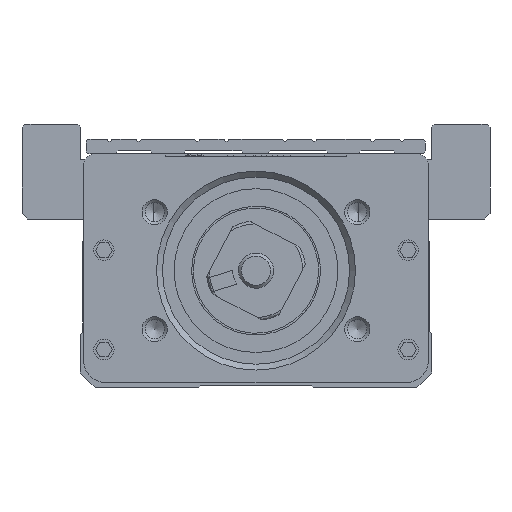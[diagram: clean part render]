
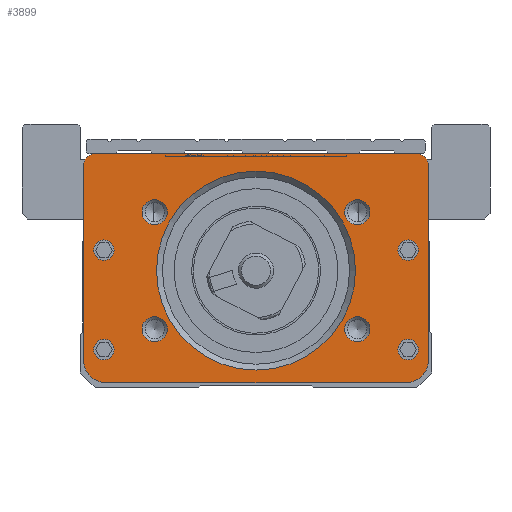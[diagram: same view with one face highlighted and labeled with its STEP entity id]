
A CAD part, front view. The second image highlights one B-rep face of the part: STEP entity #3899.
In plain terms, the highlighted face is planar.
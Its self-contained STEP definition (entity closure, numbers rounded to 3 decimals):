
#1559=FACE_BOUND('',#8051,.T.);
#1560=FACE_BOUND('',#8052,.T.);
#1561=FACE_BOUND('',#8053,.T.);
#1562=FACE_BOUND('',#8054,.T.);
#1563=FACE_BOUND('',#8055,.T.);
#1564=FACE_BOUND('',#8056,.T.);
#1565=FACE_BOUND('',#8057,.T.);
#1566=FACE_BOUND('',#8058,.T.);
#1567=FACE_BOUND('',#8059,.T.);
#1568=FACE_BOUND('',#8060,.T.);
#2596=CIRCLE('',#30055,4.);
#2598=CIRCLE('',#30059,4.);
#2609=CIRCLE('',#30083,2.);
#2610=CIRCLE('',#30085,2.);
#2612=CIRCLE('',#30089,2.15);
#2613=CIRCLE('',#30090,2.15);
#2614=CIRCLE('',#30091,2.15);
#2615=CIRCLE('',#30092,2.15);
#2616=CIRCLE('',#30093,17.);
#2617=CIRCLE('',#30094,1.75);
#2618=CIRCLE('',#30095,1.75);
#2619=CIRCLE('',#30096,1.75);
#2620=CIRCLE('',#30097,1.75);
#3899=ADVANCED_FACE('',(#1559,#1560,#1561,#1562,#1563,#1564,#1565,#1566,
#1567,#1568),#5161,.F.);
#5161=PLANE('',#30098);
#8051=EDGE_LOOP('',(#13604));
#8052=EDGE_LOOP('',(#13605));
#8053=EDGE_LOOP('',(#13606));
#8054=EDGE_LOOP('',(#13607));
#8055=EDGE_LOOP('',(#13608));
#8056=EDGE_LOOP('',(#13609));
#8057=EDGE_LOOP('',(#13610));
#8058=EDGE_LOOP('',(#13611));
#8059=EDGE_LOOP('',(#13612));
#8060=EDGE_LOOP('',(#13613,#13614,#13615,#13616,#13617,#13618,#13619,#13620));
#13604=ORIENTED_EDGE('',*,*,#21715,.T.);
#13605=ORIENTED_EDGE('',*,*,#21716,.T.);
#13606=ORIENTED_EDGE('',*,*,#21717,.T.);
#13607=ORIENTED_EDGE('',*,*,#21718,.T.);
#13608=ORIENTED_EDGE('',*,*,#21719,.T.);
#13609=ORIENTED_EDGE('',*,*,#21720,.T.);
#13610=ORIENTED_EDGE('',*,*,#21721,.T.);
#13611=ORIENTED_EDGE('',*,*,#21722,.T.);
#13612=ORIENTED_EDGE('',*,*,#21723,.T.);
#13613=ORIENTED_EDGE('',*,*,#21698,.F.);
#13614=ORIENTED_EDGE('',*,*,#21652,.F.);
#13615=ORIENTED_EDGE('',*,*,#21673,.F.);
#13616=ORIENTED_EDGE('',*,*,#21713,.F.);
#13617=ORIENTED_EDGE('',*,*,#21608,.F.);
#13618=ORIENTED_EDGE('',*,*,#21712,.F.);
#13619=ORIENTED_EDGE('',*,*,#21671,.F.);
#13620=ORIENTED_EDGE('',*,*,#21660,.F.);
#18278=VERTEX_POINT('',#44379);
#18279=VERTEX_POINT('',#44381);
#18319=VERTEX_POINT('',#44467);
#18320=VERTEX_POINT('',#44469);
#18327=VERTEX_POINT('',#44485);
#18328=VERTEX_POINT('',#44487);
#18333=VERTEX_POINT('',#44500);
#18337=VERTEX_POINT('',#44511);
#18362=VERTEX_POINT('',#44592);
#18363=VERTEX_POINT('',#44594);
#18364=VERTEX_POINT('',#44596);
#18365=VERTEX_POINT('',#44598);
#18366=VERTEX_POINT('',#44600);
#18367=VERTEX_POINT('',#44602);
#18368=VERTEX_POINT('',#44604);
#18369=VERTEX_POINT('',#44606);
#18370=VERTEX_POINT('',#44608);
#21608=EDGE_CURVE('',#18278,#18279,#24688,.T.);
#21652=EDGE_CURVE('',#18319,#18320,#2596,.T.);
#21660=EDGE_CURVE('',#18327,#18328,#2598,.T.);
#21671=EDGE_CURVE('',#18328,#18333,#24734,.T.);
#21673=EDGE_CURVE('',#18337,#18319,#24736,.T.);
#21698=EDGE_CURVE('',#18320,#18327,#24756,.T.);
#21712=EDGE_CURVE('',#18333,#18278,#2609,.T.);
#21713=EDGE_CURVE('',#18279,#18337,#2610,.T.);
#21715=EDGE_CURVE('',#18362,#18362,#2612,.T.);
#21716=EDGE_CURVE('',#18363,#18363,#2613,.T.);
#21717=EDGE_CURVE('',#18364,#18364,#2614,.T.);
#21718=EDGE_CURVE('',#18365,#18365,#2615,.T.);
#21719=EDGE_CURVE('',#18366,#18366,#2616,.T.);
#21720=EDGE_CURVE('',#18367,#18367,#2617,.T.);
#21721=EDGE_CURVE('',#18368,#18368,#2618,.T.);
#21722=EDGE_CURVE('',#18369,#18369,#2619,.T.);
#21723=EDGE_CURVE('',#18370,#18370,#2620,.T.);
#24688=LINE('',#44380,#27332);
#24734=LINE('',#44508,#27378);
#24736=LINE('',#44512,#27380);
#24756=LINE('',#44562,#27400);
#27332=VECTOR('',#35914,1.);
#27378=VECTOR('',#36008,1.);
#27380=VECTOR('',#36012,1.);
#27400=VECTOR('',#36058,1.);
#30055=AXIS2_PLACEMENT_3D('',#44468,#35978,#35979);
#30059=AXIS2_PLACEMENT_3D('',#44486,#35992,#35993);
#30083=AXIS2_PLACEMENT_3D('',#44585,#36081,#36082);
#30085=AXIS2_PLACEMENT_3D('',#44587,#36085,#36086);
#30089=AXIS2_PLACEMENT_3D('',#44591,#36093,#36094);
#30090=AXIS2_PLACEMENT_3D('',#44593,#36095,#36096);
#30091=AXIS2_PLACEMENT_3D('',#44595,#36097,#36098);
#30092=AXIS2_PLACEMENT_3D('',#44597,#36099,#36100);
#30093=AXIS2_PLACEMENT_3D('',#44599,#36101,#36102);
#30094=AXIS2_PLACEMENT_3D('',#44601,#36103,#36104);
#30095=AXIS2_PLACEMENT_3D('',#44603,#36105,#36106);
#30096=AXIS2_PLACEMENT_3D('',#44605,#36107,#36108);
#30097=AXIS2_PLACEMENT_3D('',#44607,#36109,#36110);
#30098=AXIS2_PLACEMENT_3D('',#44609,#36111,#36112);
#35914=DIRECTION('',(1.,0.,0.));
#35978=DIRECTION('',(0.,1.,0.));
#35979=DIRECTION('',(1.,0.,0.));
#35992=DIRECTION('',(0.,1.,0.));
#35993=DIRECTION('',(1.,0.,0.));
#36008=DIRECTION('',(0.,0.,1.));
#36012=DIRECTION('',(0.,0.,-1.));
#36058=DIRECTION('',(-1.,0.,0.));
#36081=DIRECTION('',(0.,1.,0.));
#36082=DIRECTION('',(0.,0.,1.));
#36085=DIRECTION('',(0.,1.,0.));
#36086=DIRECTION('',(0.,0.,1.));
#36093=DIRECTION('',(0.,1.,0.));
#36094=DIRECTION('',(0.,0.,1.));
#36095=DIRECTION('',(0.,1.,0.));
#36096=DIRECTION('',(0.,0.,1.));
#36097=DIRECTION('',(0.,1.,0.));
#36098=DIRECTION('',(0.,0.,1.));
#36099=DIRECTION('',(0.,1.,0.));
#36100=DIRECTION('',(0.,0.,1.));
#36101=DIRECTION('',(0.,1.,0.));
#36102=DIRECTION('',(0.,0.,1.));
#36103=DIRECTION('',(0.,1.,0.));
#36104=DIRECTION('',(0.,0.,1.));
#36105=DIRECTION('',(0.,1.,0.));
#36106=DIRECTION('',(0.,0.,1.));
#36107=DIRECTION('',(0.,1.,0.));
#36108=DIRECTION('',(0.,0.,1.));
#36109=DIRECTION('',(0.,1.,0.));
#36110=DIRECTION('',(0.,0.,1.));
#36111=DIRECTION('',(0.,1.,0.));
#36112=DIRECTION('',(0.,0.,-1.));
#44379=CARTESIAN_POINT('',(-27.5,-130.762,38.));
#44380=CARTESIAN_POINT('',(-25.5,-130.762,38.));
#44381=CARTESIAN_POINT('',(27.5,-130.762,38.));
#44467=CARTESIAN_POINT('',(29.5,-130.762,2.8));
#44468=CARTESIAN_POINT('',(25.5,-130.762,2.8));
#44469=CARTESIAN_POINT('',(25.5,-130.762,-1.2));
#44485=CARTESIAN_POINT('',(-25.5,-130.762,-1.2));
#44486=CARTESIAN_POINT('',(-25.5,-130.762,2.8));
#44487=CARTESIAN_POINT('',(-29.5,-130.762,2.8));
#44500=CARTESIAN_POINT('',(-29.5,-130.762,36.));
#44508=CARTESIAN_POINT('',(-29.5,-130.762,2.8));
#44511=CARTESIAN_POINT('',(29.5,-130.762,36.));
#44512=CARTESIAN_POINT('',(29.5,-130.762,39.));
#44562=CARTESIAN_POINT('',(25.5,-130.762,-1.2));
#44585=CARTESIAN_POINT('',(-27.5,-130.762,36.));
#44587=CARTESIAN_POINT('',(27.5,-130.762,36.));
#44591=CARTESIAN_POINT('',(-17.321,-130.762,28.));
#44592=CARTESIAN_POINT('',(-17.321,-130.762,30.15));
#44593=CARTESIAN_POINT('',(17.321,-130.762,8.));
#44594=CARTESIAN_POINT('',(17.321,-130.762,10.15));
#44595=CARTESIAN_POINT('',(17.321,-130.762,28.));
#44596=CARTESIAN_POINT('',(17.321,-130.762,30.15));
#44597=CARTESIAN_POINT('',(-17.321,-130.762,8.));
#44598=CARTESIAN_POINT('',(-17.321,-130.762,10.15));
#44599=CARTESIAN_POINT('',(0.,-130.762,18.));
#44600=CARTESIAN_POINT('',(0.,-130.762,35.));
#44601=CARTESIAN_POINT('',(-26.,-130.762,21.5));
#44602=CARTESIAN_POINT('',(-26.,-130.762,23.25));
#44603=CARTESIAN_POINT('',(-26.,-130.762,4.5));
#44604=CARTESIAN_POINT('',(-26.,-130.762,6.25));
#44605=CARTESIAN_POINT('',(26.,-130.762,4.5));
#44606=CARTESIAN_POINT('',(26.,-130.762,6.25));
#44607=CARTESIAN_POINT('',(26.,-130.762,21.5));
#44608=CARTESIAN_POINT('',(26.,-130.762,23.25));
#44609=CARTESIAN_POINT('',(-25.5,-130.762,2.8));
